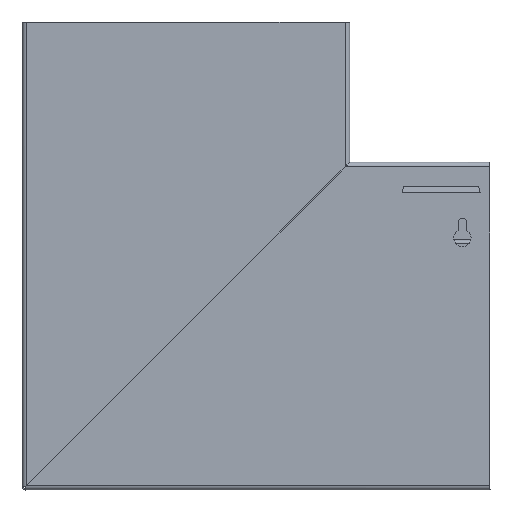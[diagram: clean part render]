
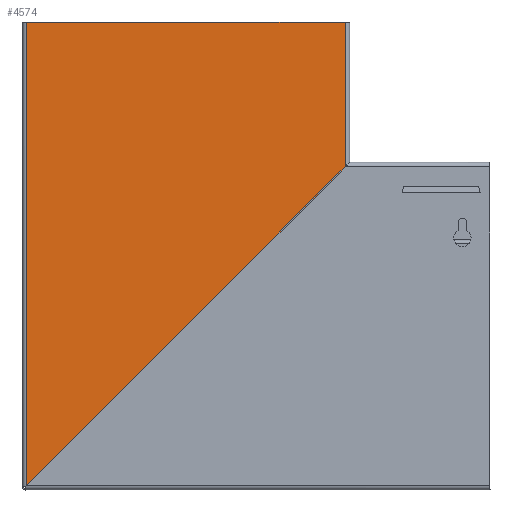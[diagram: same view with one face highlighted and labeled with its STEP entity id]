
A CAD part, left-side view. The second image highlights one B-rep face of the part: STEP entity #4574.
In plain terms, the highlighted planar face has unit normal (-1, 0, 0).
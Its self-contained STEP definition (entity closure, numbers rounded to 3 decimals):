
#114 = CARTESIAN_POINT ( 'NONE',  ( 0., 117., 2.001 ) ) ;
#183 = DIRECTION ( 'NONE',  ( 0., 0., -1. ) ) ;
#364 = EDGE_LOOP ( 'NONE', ( #5743, #7770, #2994, #2660 ) ) ;
#793 = CARTESIAN_POINT ( 'NONE',  ( 0., -133.45, 252.45 ) ) ;
#856 = VECTOR ( 'NONE', #2950, 1000. ) ;
#1082 = CARTESIAN_POINT ( 'NONE',  ( 0., -87., 206.001 ) ) ;
#1128 = VECTOR ( 'NONE', #5669, 1000. ) ;
#1222 = VERTEX_POINT ( 'NONE', #4567 ) ;
#1641 = DIRECTION ( 'NONE',  ( 0., 0., 1. ) ) ;
#1814 = CARTESIAN_POINT ( 'NONE',  ( 0., -87., 298.9 ) ) ;
#2430 = LINE ( 'NONE', #793, #856 ) ;
#2660 = ORIENTED_EDGE ( 'NONE', *, *, #3125, .T. ) ;
#2950 = DIRECTION ( 'NONE',  ( 0., 0.707, -0.707 ) ) ;
#2994 = ORIENTED_EDGE ( 'NONE', *, *, #8710, .T. ) ;
#3109 = EDGE_CURVE ( 'NONE', #4967, #7947, #2430, .T. ) ;
#3125 = EDGE_CURVE ( 'NONE', #6239, #7947, #6304, .T. ) ;
#4534 = FACE_OUTER_BOUND ( 'NONE', #364, .T. ) ;
#4567 = CARTESIAN_POINT ( 'NONE',  ( 0., -87., 298.9 ) ) ;
#4574 = ADVANCED_FACE ( 'NONE', ( #4534 ), #5208, .T. ) ;
#4654 = VECTOR ( 'NONE', #183, 1000. ) ;
#4967 = VERTEX_POINT ( 'NONE', #1082 ) ;
#5026 = VECTOR ( 'NONE', #6532, 1000. ) ;
#5208 = PLANE ( 'NONE',  #6531 ) ;
#5580 = CARTESIAN_POINT ( 'NONE',  ( 0., 117., 298.9 ) ) ;
#5669 = DIRECTION ( 'NONE',  ( 0., 0., -1. ) ) ;
#5743 = ORIENTED_EDGE ( 'NONE', *, *, #3109, .F. ) ;
#5853 = CARTESIAN_POINT ( 'NONE',  ( 0., -87., 298.9 ) ) ;
#6062 = CARTESIAN_POINT ( 'NONE',  ( 0., 117., 298.9 ) ) ;
#6235 = LINE ( 'NONE', #1814, #1128 ) ;
#6239 = VERTEX_POINT ( 'NONE', #5580 ) ;
#6304 = LINE ( 'NONE', #6062, #4654 ) ;
#6429 = LINE ( 'NONE', #8757, #5026 ) ;
#6531 = AXIS2_PLACEMENT_3D ( 'NONE', #5853, #6610, #1641 ) ;
#6532 = DIRECTION ( 'NONE',  ( 0., 1., 0. ) ) ;
#6610 = DIRECTION ( 'NONE',  ( -1., 0., 0. ) ) ;
#6654 = EDGE_CURVE ( 'NONE', #1222, #4967, #6235, .T. ) ;
#7770 = ORIENTED_EDGE ( 'NONE', *, *, #6654, .F. ) ;
#7947 = VERTEX_POINT ( 'NONE', #114 ) ;
#8710 = EDGE_CURVE ( 'NONE', #1222, #6239, #6429, .T. ) ;
#8757 = CARTESIAN_POINT ( 'NONE',  ( 0., -87., 298.9 ) ) ;
